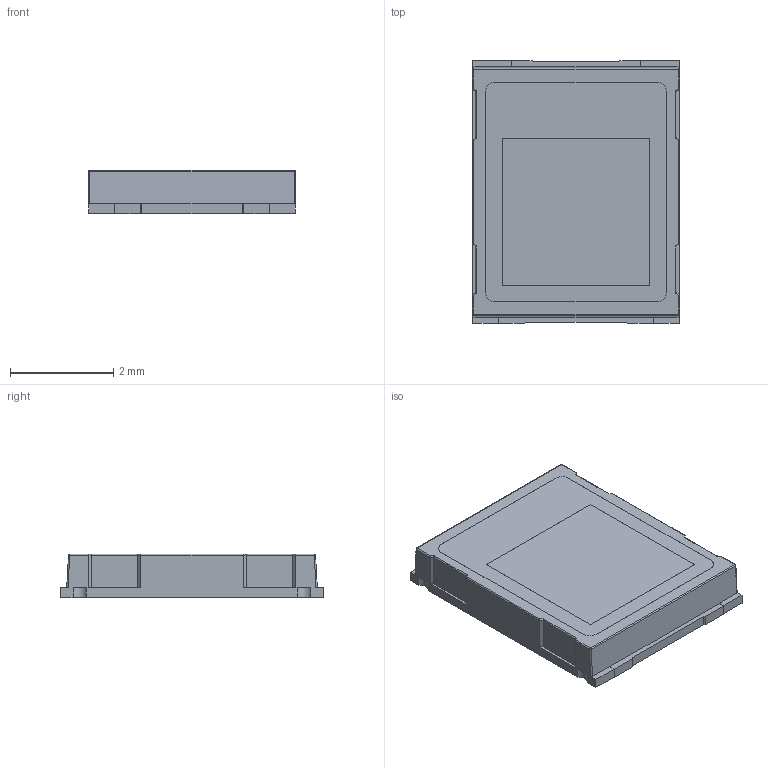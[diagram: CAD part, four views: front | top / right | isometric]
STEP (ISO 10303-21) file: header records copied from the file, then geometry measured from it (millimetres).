
FILE_DESCRIPTION(/* description */ ('Unknown'),/* implementation_level */ '2;1');
FILE_NAME(/* name */ 'SFH 2202',/* time_stamp */ '2024-07-05T14:01:28+02:00',/* author */ ('Unknown'),/* organization */ ('Unknown'),/* preprocessor_version */ 'ST-DEVELOPER v18.102',/* originating_system */ 'Solid Edge',/* authorisation */ 'Unknown');
FILE_SCHEMA (('AUTOMOTIVE_DESIGN {1 0 10303 214 3 1 1}'));
Length unit declared in the file: millimetre
Products named in the file (1): SFH 2202
Bounding box: 4 x 5.09 x 0.85 mm (x, y, z)
Volume: 16.4 mm3; surface area: 55.4 mm2
Topology: 1 solids, 1 shells, 136 faces, 359 edges, 222 vertices
Faces by surface type: plane 87, cylinder 37, torus 8, bspline 4
Full cylindrical faces by diameter (mm): 0.4 x3
Entity records: 5075 total; most frequent: CARTESIAN_POINT 751, ORIENTED_EDGE 696, DIRECTION 692, EDGE_CURVE 348, LINE 270, VECTOR 270, VERTEX_POINT 222, AXIS2_PLACEMENT_3D 211
